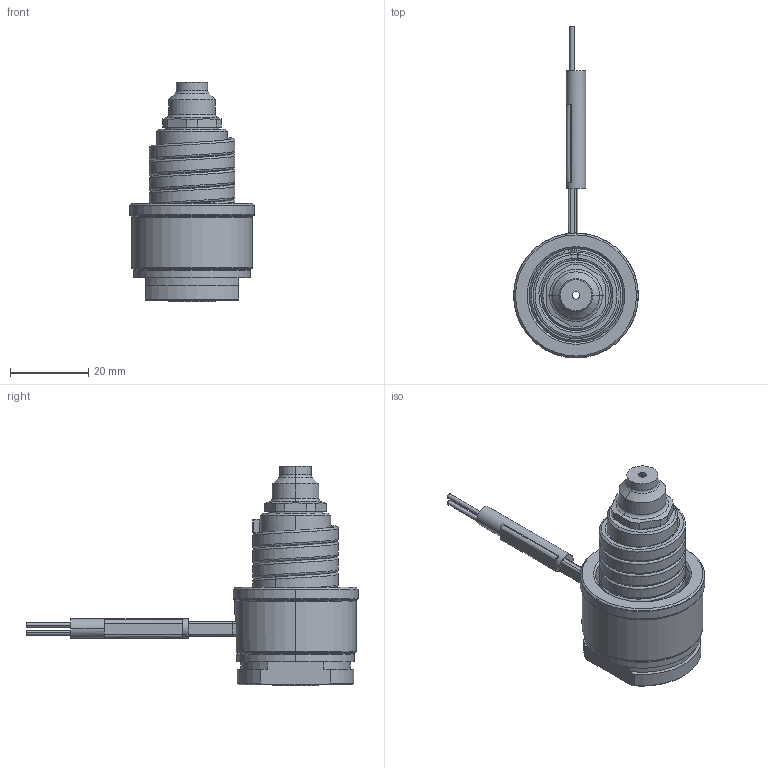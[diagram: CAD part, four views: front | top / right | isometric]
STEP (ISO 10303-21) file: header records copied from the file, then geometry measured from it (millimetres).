
FILE_DESCRIPTION((''),'2;1');
FILE_NAME('SM-56-CKG','2014-03-04T',('Íàòàëüÿ'),('IMID'),'PRO/ENGINEER BY PARAMETRIC TECHNOLOGY CORPORATION, 2010180','PRO/ENGINEER BY PARAMETRIC TECHNOLOGY CORPORATION, 2010180','');
FILE_SCHEMA(('CONFIG_CONTROL_DESIGN'));
Length unit declared in the file: millimetre
Products named in the file (1): SM-56-CKG
Bounding box: 32 x 85 x 56.2 mm (x, y, z)
Volume: 23482.8 mm3; surface area: 13923.6 mm2
Topology: 1 solids, 7 shells, 300 faces, 761 edges, 455 vertices
Faces by surface type: cylinder 104, bspline 55, cone 52, plane 51, torus 22, revolution 9, extrusion 7
Entity records: 15427 total; most frequent: CARTESIAN_POINT 8527, ORIENTED_EDGE 1482, DIRECTION 1349, EDGE_CURVE 753, AXIS2_PLACEMENT_3D 537, VERTEX_POINT 455, EDGE_LOOP 320, CIRCLE 307
